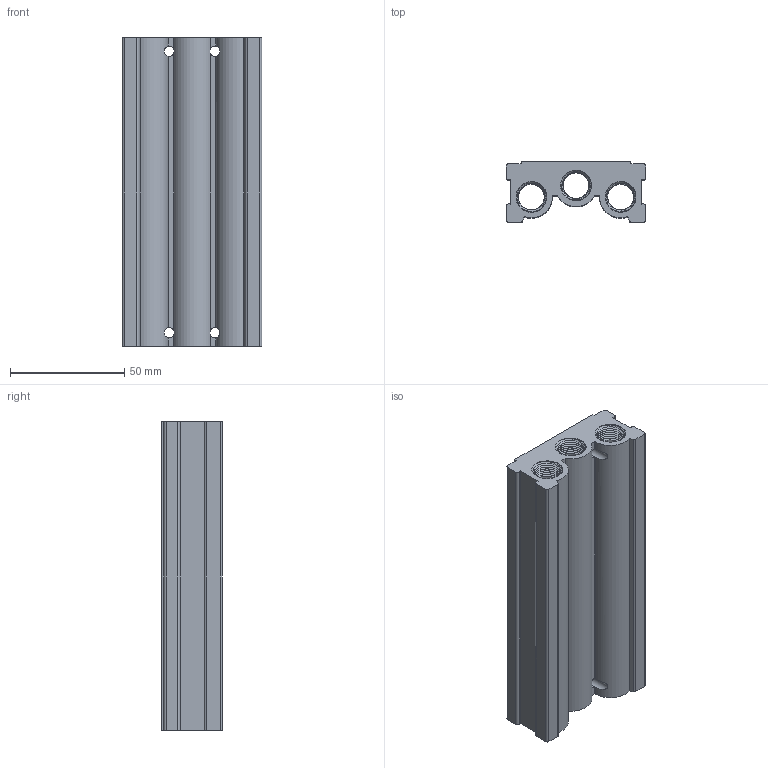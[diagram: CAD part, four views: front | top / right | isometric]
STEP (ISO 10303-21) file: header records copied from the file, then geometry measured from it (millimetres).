
FILE_DESCRIPTION (( 'STEP AP203' ), '1' );
FILE_NAME ('mf2500-m06.STEP', '2011-11-02T06:53:58', ( 'yrd6' ), ( 'Hewlett-Packard Company' ), 'SwSTEP 2.0', 'SolidWorks 2008', '' );
FILE_SCHEMA (( 'CONFIG_CONTROL_DESIGN' ));
Length unit declared in the file: millimetre
Products named in the file (1): mf2500-m06
Bounding box: 61 x 26.5 x 135 mm (x, y, z)
Volume: 118261.4 mm3; surface area: 51343.3 mm2
Topology: 1 solids, 1 shells, 337 faces, 993 edges, 678 vertices
Faces by surface type: cylinder 192, plane 71, bspline 50, cone 24
Entity records: 28050 total; most frequent: CARTESIAN_POINT 19809, ORIENTED_EDGE 1986, DIRECTION 1385, EDGE_CURVE 993, VERTEX_POINT 678, AXIS2_PLACEMENT_3D 532, EDGE_LOOP 407, ADVANCED_FACE 337
